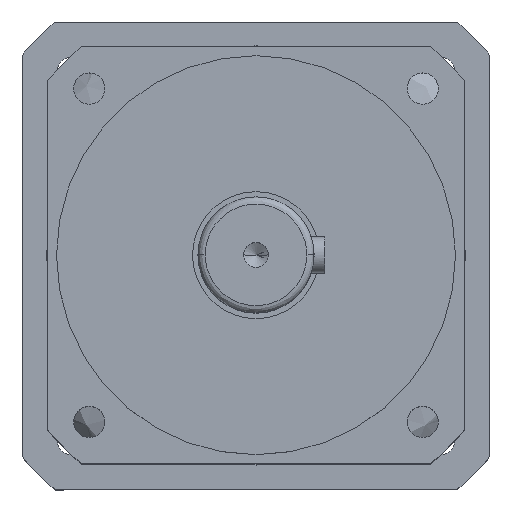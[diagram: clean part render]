
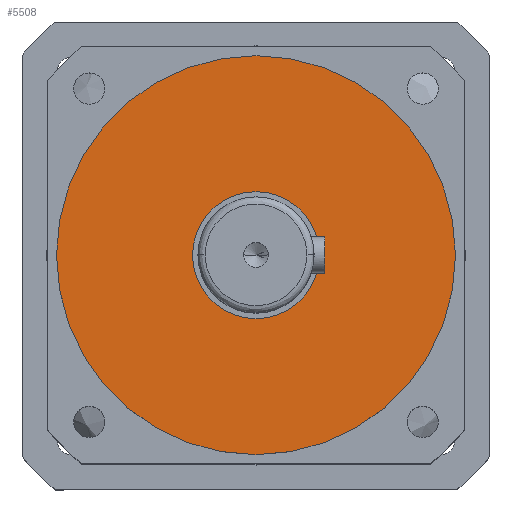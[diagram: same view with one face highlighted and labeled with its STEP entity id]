
A CAD part, top view. The second image highlights one B-rep face of the part: STEP entity #5508.
In plain terms, the highlighted planar face has unit normal (0, 0, 1).
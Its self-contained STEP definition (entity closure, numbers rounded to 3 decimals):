
#80 = CARTESIAN_POINT ( 'NONE',  ( 0., 0., 145.5 ) ) ;
#261 = DIRECTION ( 'NONE',  ( 0., 0., -1. ) ) ;
#597 = AXIS2_PLACEMENT_3D ( 'NONE', #80, #3474, #2686 ) ;
#859 = ORIENTED_EDGE ( 'NONE', *, *, #8928, .F. ) ;
#954 = PLANE ( 'NONE',  #597 ) ;
#1215 = DIRECTION ( 'NONE',  ( 1., 0., 0. ) ) ;
#2450 = AXIS2_PLACEMENT_3D ( 'NONE', #6329, #261, #1215 ) ;
#2686 = DIRECTION ( 'NONE',  ( 1., 0., 0. ) ) ;
#3474 = DIRECTION ( 'NONE',  ( 0., 0., 1. ) ) ;
#3611 = FACE_OUTER_BOUND ( 'NONE', #6285, .T. ) ;
#3809 = ORIENTED_EDGE ( 'NONE', *, *, #10337, .F. ) ;
#5178 = CIRCLE ( 'NONE', #9453, 55. ) ;
#5508 = ADVANCED_FACE ( 'NONE', ( #3611 ), #954, .T. ) ;
#5871 = CARTESIAN_POINT ( 'NONE',  ( 55., 0., 145.5 ) ) ;
#6163 = CIRCLE ( 'NONE', #2450, 55. ) ;
#6285 = EDGE_LOOP ( 'NONE', ( #859, #3809 ) ) ;
#6319 = VERTEX_POINT ( 'NONE', #5871 ) ;
#6329 = CARTESIAN_POINT ( 'NONE',  ( 0., 0., 145.5 ) ) ;
#6754 = CARTESIAN_POINT ( 'NONE',  ( 0., 0., 145.5 ) ) ;
#8067 = CARTESIAN_POINT ( 'NONE',  ( -55., 0., 145.5 ) ) ;
#8616 = VERTEX_POINT ( 'NONE', #8067 ) ;
#8928 = EDGE_CURVE ( 'NONE', #6319, #8616, #6163, .T. ) ;
#9362 = DIRECTION ( 'NONE',  ( 0., 0., -1. ) ) ;
#9453 = AXIS2_PLACEMENT_3D ( 'NONE', #6754, #9362, #11081 ) ;
#10337 = EDGE_CURVE ( 'NONE', #8616, #6319, #5178, .T. ) ;
#11081 = DIRECTION ( 'NONE',  ( 1., 0., 0. ) ) ;
